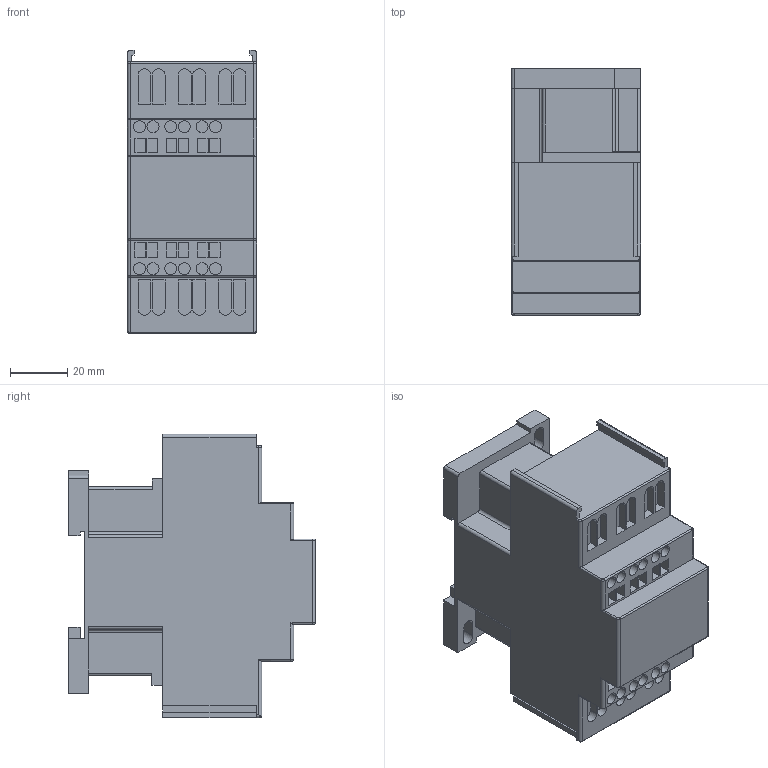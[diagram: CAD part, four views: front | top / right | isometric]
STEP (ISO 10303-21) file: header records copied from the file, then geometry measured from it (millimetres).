
FILE_DESCRIPTION((''),'2;1');
FILE_NAME('CAD323P7','2017-12-15T',('SESA468396'),('Schneider-Electric'),'PRO/ENGINEER BY PARAMETRIC TECHNOLOGY CORPORATION, 2015440','PRO/ENGINEER BY PARAMETRIC TECHNOLOGY CORPORATION, 2015440','');
FILE_SCHEMA(('CONFIG_CONTROL_DESIGN'));
Length unit declared in the file: millimetre
Products named in the file (1): CAD323P7
Bounding box: 45 x 86 x 98.9 mm (x, y, z)
Volume: 258414.8 mm3; surface area: 35433 mm2
Topology: 1 solids, 1 shells, 297 faces, 751 edges, 492 vertices
Faces by surface type: plane 201, cylinder 84, bspline 7, torus 5
Entity records: 9084 total; most frequent: CARTESIAN_POINT 1767, ORIENTED_EDGE 1502, DIRECTION 1485, EDGE_CURVE 751, VECTOR 573, LINE 573, VERTEX_POINT 492, AXIS2_PLACEMENT_3D 456
